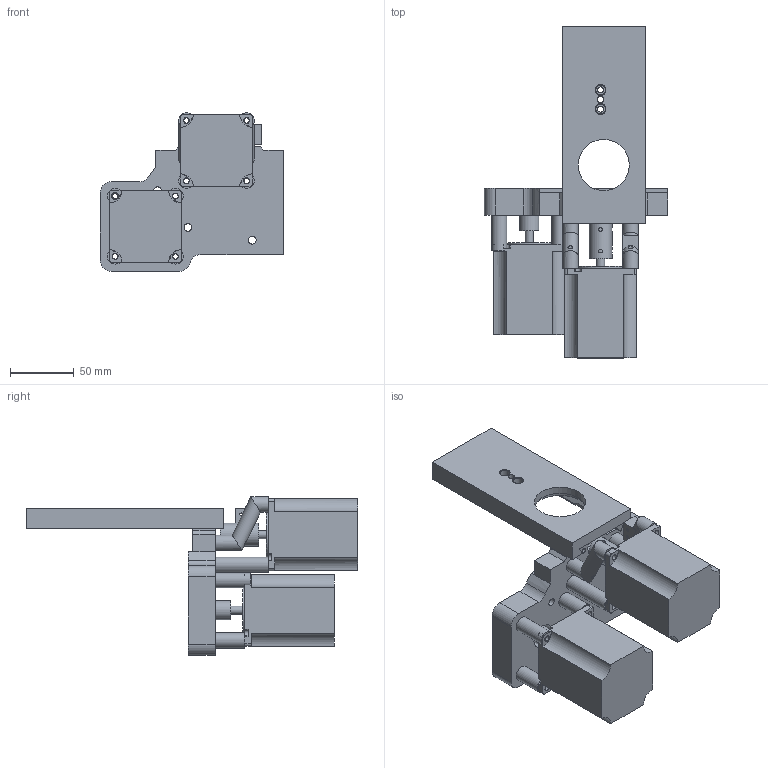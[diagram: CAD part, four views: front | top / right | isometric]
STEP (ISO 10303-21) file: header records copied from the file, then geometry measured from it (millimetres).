
FILE_DESCRIPTION(/* description */ (''),/* implementation_level */ '2;1');
FILE_NAME(/* name */ 'Mount.step',/* time_stamp */ '2025-06-16T19:03:38+04:00',/* author */ (''),/* organization */ (''),/* preprocessor_version */ 'ST-DEVELOPER v20.1',/* originating_system */ 'Autodesk Translation Framework v14.10.0.0',/* authorisation */ '');
FILE_SCHEMA (('AUTOMOTIVE_DESIGN { 1 0 10303 214 3 1 1 }'));
Length unit declared in the file: millimetre
Products named in the file (21): FusionComponent; Component10; Component29; Component11; ShetMec (1); Component12; Component14; Component15; Component16; Component22; Component23; Component24; Component25; Component26; Component27; Component19; Component21; Component20; Component18; Component17; Comp2
Assembly tree (20 placements, depth 3):
  FusionComponent
    Component10
      Component29
      Component11
      ShetMec (1)
      Component12
      Component14
      Component15
      Component16
      Component22
      Component23
      Component24
      Component25
      Component26
      Component27
      Component19
      Component21
      Component20
      Component18
      Component17
    Comp2
Bounding box: 143.36 x 259.6 x 123.87 mm (x, y, z)
Volume: 777984.4 mm3; surface area: 134239.7 mm2
Topology: 14 solids, 14 shells, 248 faces, 666 edges, 440 vertices
Faces by surface type: cylinder 124, plane 121, cone 3
Full cylindrical faces by diameter (mm): 2 x2, 3 x4, 4 x9, 4.2 x6, 4.6 x16, 4.7 x2, 5 x3, 5.5 x6, 6 x4, 6.35 x3, 6.55 x1, 7.5 x2, 8 x1, 10 x1, 12 x13, 12.3 x1, 14.65 x1, 15 x1, 18 x1, 20 x1, 38 x2, 40 x1, 45 x1
Entity records: 9115 total; most frequent: CARTESIAN_POINT 1811, DIRECTION 1503, ORIENTED_EDGE 1332, EDGE_CURVE 666, AXIS2_PLACEMENT_3D 576, VERTEX_POINT 440, EDGE_LOOP 354, LINE 351
